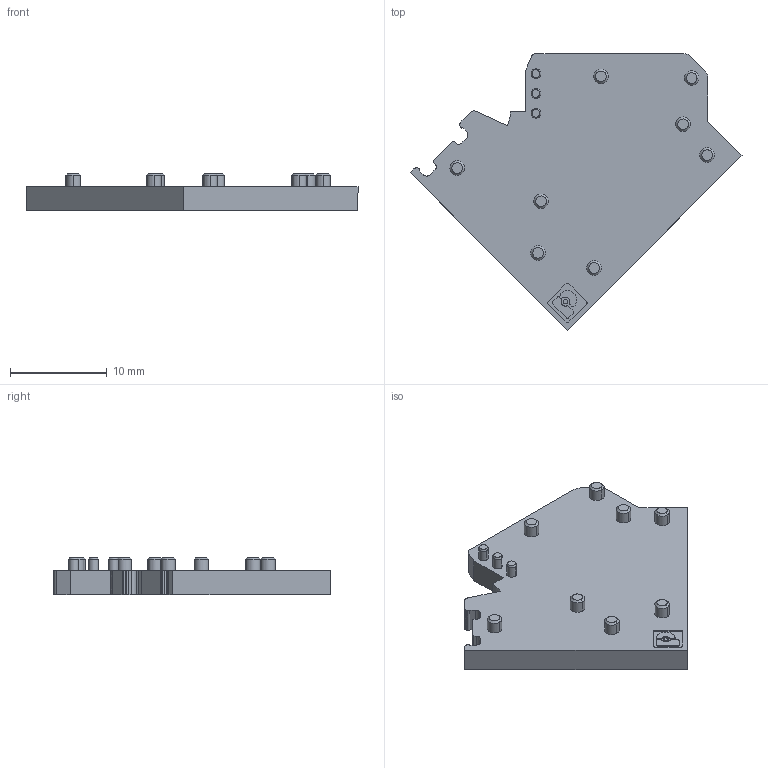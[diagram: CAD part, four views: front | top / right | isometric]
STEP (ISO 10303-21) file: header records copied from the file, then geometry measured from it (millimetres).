
FILE_DESCRIPTION(('SolidDesigner STEP Export'),'1');
FILE_NAME('rz-zfkds_4.stp','2000-11-29T12:15:50',(''),(''), 'SolidDesigner STEP processor Version: 7.0(Mar 1999)for AP214(CD)(Solid Model)', 'CoCreate SolidDesigner: 08.01 19-Jun-2000(C) CoCreate Software GmbH','');
FILE_SCHEMA(('AUTOMOTIVE_DESIGN_CC2 {1 2 10303 214 -1 1 5 1}'));
Length unit declared in the file: millimetre
Products named in the file (1): rz-zfkds_4
Bounding box: 34.29 x 28.58 x 3.9 mm (x, y, z)
Volume: 1373.5 mm3; surface area: 1480.9 mm2
Topology: 1 solids, 1 shells, 193 faces, 463 edges, 298 vertices
Faces by surface type: cylinder 86, plane 62, cone 44, extrusion 1
Entity records: 6455 total; most frequent: ORIENTED_EDGE 926, CARTESIAN_POINT 807, DIRECTION 762, EDGE_CURVE 463, VERTEX_POINT 298, AXIS2_PLACEMENT_3D 264, VECTOR 234, LINE 233
